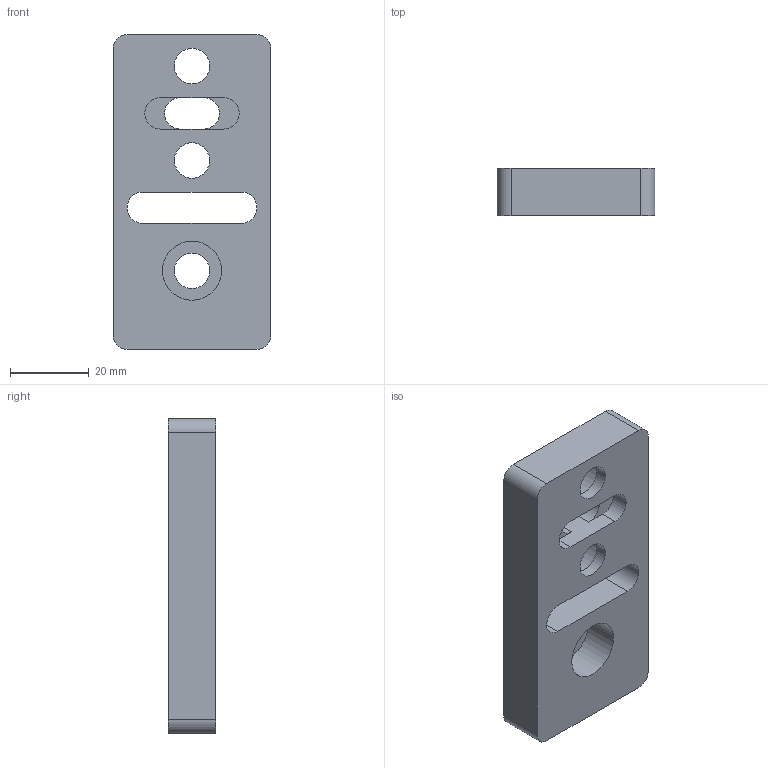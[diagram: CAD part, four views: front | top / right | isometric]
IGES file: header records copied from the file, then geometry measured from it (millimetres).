
Global section: file name: No Iges File Name specified; native system: AutoDesk Inventor R11.0; preprocessor: AutoDesk Inventor Iges Exporter R11.0; author: No Author specified; organization: No Organization specified; date: 20070910.120445; units: millimetre
Bounding box: 40 x 12 x 80 mm (x, y, z)
Volume: 28388.1 mm3; surface area: 11071.9 mm2
Topology: 1 solids, 1 shells, 37 faces, 96 edges, 64 vertices
Faces by surface type: bspline 15, plane 12, revolution 6, cylinder 4
